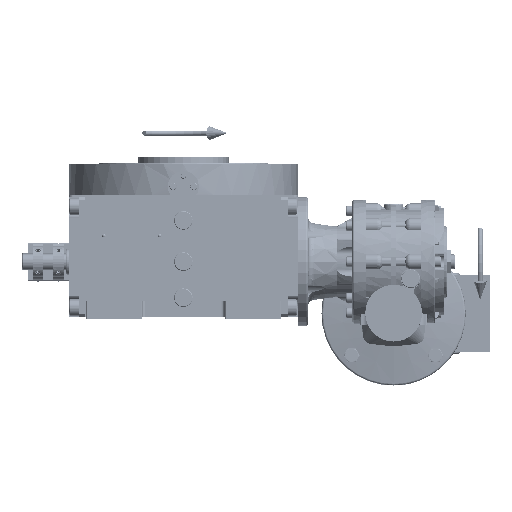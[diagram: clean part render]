
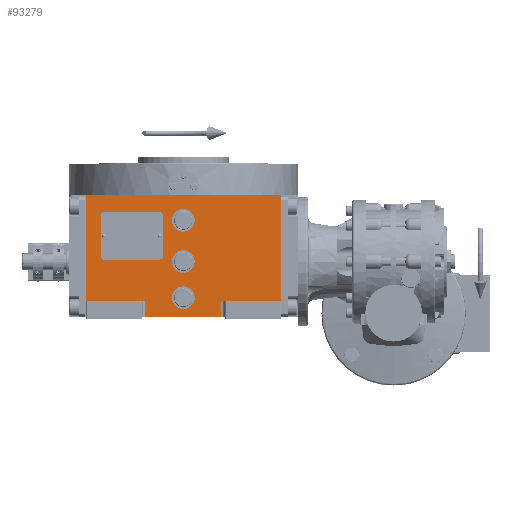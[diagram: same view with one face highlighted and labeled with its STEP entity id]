
A CAD part, top view. The second image highlights one B-rep face of the part: STEP entity #93279.
In plain terms, the highlighted planar face has unit normal (0, 0, 1).
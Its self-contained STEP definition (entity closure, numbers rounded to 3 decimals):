
#500 = EDGE_CURVE ( 'NONE', #106116, #131252, #72656, .T. ) ;
#2929 = EDGE_CURVE ( 'NONE', #25867, #71443, #64257, .T. ) ;
#3490 = CARTESIAN_POINT ( 'NONE',  ( -94.5, -38.5, 163.5 ) ) ;
#4391 = DIRECTION ( 'NONE',  ( 0., 0., 1. ) ) ;
#7074 = CARTESIAN_POINT ( 'NONE',  ( 11., 40., 163.5 ) ) ;
#8647 = DIRECTION ( 'NONE',  ( -1., 0., 0. ) ) ;
#8681 = ORIENTED_EDGE ( 'NONE', *, *, #96898, .F. ) ;
#9991 = EDGE_LOOP ( 'NONE', ( #85782, #132899 ) ) ;
#10952 = CARTESIAN_POINT ( 'NONE',  ( -37., -38.5, 163.5 ) ) ;
#11564 = DIRECTION ( 'NONE',  ( 0., 1., 0. ) ) ;
#11593 = DIRECTION ( 'NONE',  ( 1., 0., 0. ) ) ;
#12379 = PLANE ( 'NONE',  #118425 ) ;
#12993 = EDGE_CURVE ( 'NONE', #35235, #16738, #72456, .T. ) ;
#13032 = DIRECTION ( 'NONE',  ( 0., 0., 1. ) ) ;
#13803 = CARTESIAN_POINT ( 'NONE',  ( -94.5, -53.5, 163.5 ) ) ;
#14204 = EDGE_CURVE ( 'NONE', #120057, #100735, #54409, .T. ) ;
#16738 = VERTEX_POINT ( 'NONE', #51347 ) ;
#18956 = ORIENTED_EDGE ( 'NONE', *, *, #61009, .T. ) ;
#19908 = CIRCLE ( 'NONE', #56433, 11. ) ;
#22826 = ORIENTED_EDGE ( 'NONE', *, *, #141177, .F. ) ;
#24451 = CARTESIAN_POINT ( 'NONE',  ( 0., 40., 163.5 ) ) ;
#24542 = AXIS2_PLACEMENT_3D ( 'NONE', #60194, #134502, #48800 ) ;
#25867 = VERTEX_POINT ( 'NONE', #98236 ) ;
#26523 = EDGE_CURVE ( 'NONE', #16738, #35235, #19908, .T. ) ;
#27542 = ORIENTED_EDGE ( 'NONE', *, *, #500, .F. ) ;
#27805 = AXIS2_PLACEMENT_3D ( 'NONE', #132474, #78186, #57469 ) ;
#28043 = CARTESIAN_POINT ( 'NONE',  ( 11., -35., 163.5 ) ) ;
#33124 = VECTOR ( 'NONE', #95452, 1000. ) ;
#34115 = CARTESIAN_POINT ( 'NONE',  ( 0., -35., 163.5 ) ) ;
#34806 = VECTOR ( 'NONE', #117915, 1000. ) ;
#35083 = VECTOR ( 'NONE', #140650, 1000. ) ;
#35235 = VERTEX_POINT ( 'NONE', #28043 ) ;
#38193 = VECTOR ( 'NONE', #74301, 1000. ) ;
#39176 = EDGE_LOOP ( 'NONE', ( #101082, #44642 ) ) ;
#40170 = CARTESIAN_POINT ( 'NONE',  ( 11., 0., 163.5 ) ) ;
#40648 = EDGE_CURVE ( 'NONE', #120186, #101302, #58469, .T. ) ;
#42621 = EDGE_CURVE ( 'NONE', #100735, #120057, #68448, .T. ) ;
#43130 = CIRCLE ( 'NONE', #100227, 11. ) ;
#43445 = CARTESIAN_POINT ( 'NONE',  ( -37., -53.5, 163.5 ) ) ;
#43792 = EDGE_CURVE ( 'NONE', #90957, #98920, #43130, .T. ) ;
#44642 = ORIENTED_EDGE ( 'NONE', *, *, #14204, .F. ) ;
#48800 = DIRECTION ( 'NONE',  ( 1., 0., 0. ) ) ;
#49595 = VERTEX_POINT ( 'NONE', #129384 ) ;
#51347 = CARTESIAN_POINT ( 'NONE',  ( -11., -35., 163.5 ) ) ;
#51526 = LINE ( 'NONE', #62919, #34806 ) ;
#53808 = CARTESIAN_POINT ( 'NONE',  ( 0., 0., 163.5 ) ) ;
#54409 = CIRCLE ( 'NONE', #79578, 11. ) ;
#54570 = CARTESIAN_POINT ( 'NONE',  ( -94.5, 64.5, 163.5 ) ) ;
#55167 = CARTESIAN_POINT ( 'NONE',  ( -94.5, -38.5, 163.5 ) ) ;
#56298 = ORIENTED_EDGE ( 'NONE', *, *, #2929, .F. ) ;
#56433 = AXIS2_PLACEMENT_3D ( 'NONE', #34115, #88430, #131989 ) ;
#57469 = DIRECTION ( 'NONE',  ( -1., 0., 0. ) ) ;
#57617 = EDGE_CURVE ( 'NONE', #87661, #71443, #87810, .T. ) ;
#58469 = LINE ( 'NONE', #100616, #90749 ) ;
#60194 = CARTESIAN_POINT ( 'NONE',  ( 0., -35., 163.5 ) ) ;
#61009 = EDGE_CURVE ( 'NONE', #49595, #131252, #138738, .T. ) ;
#61646 = VECTOR ( 'NONE', #62325, 1000. ) ;
#61966 = DIRECTION ( 'NONE',  ( 1., 0., 0. ) ) ;
#62310 = EDGE_CURVE ( 'NONE', #120186, #106116, #96604, .T. ) ;
#62325 = DIRECTION ( 'NONE',  ( 0., 1., 0. ) ) ;
#62919 = CARTESIAN_POINT ( 'NONE',  ( 37., -38.5, 163.5 ) ) ;
#64257 = LINE ( 'NONE', #107806, #35083 ) ;
#65997 = FACE_OUTER_BOUND ( 'NONE', #124303, .T. ) ;
#66104 = CARTESIAN_POINT ( 'NONE',  ( 94.5, 64.5, 163.5 ) ) ;
#66712 = FACE_BOUND ( 'NONE', #107923, .T. ) ;
#68434 = CARTESIAN_POINT ( 'NONE',  ( -37., -53.5, 163.5 ) ) ;
#68448 = CIRCLE ( 'NONE', #82070, 11. ) ;
#69126 = LINE ( 'NONE', #68434, #77923 ) ;
#69444 = CARTESIAN_POINT ( 'NONE',  ( -11., 0., 163.5 ) ) ;
#71443 = VERTEX_POINT ( 'NONE', #101085 ) ;
#72113 = ORIENTED_EDGE ( 'NONE', *, *, #62310, .F. ) ;
#72128 = EDGE_CURVE ( 'NONE', #25867, #49595, #51526, .T. ) ;
#72456 = CIRCLE ( 'NONE', #24542, 11. ) ;
#72656 = LINE ( 'NONE', #116210, #33124 ) ;
#73402 = CIRCLE ( 'NONE', #27805, 11. ) ;
#74301 = DIRECTION ( 'NONE',  ( 1., 0., 0. ) ) ;
#74305 = ORIENTED_EDGE ( 'NONE', *, *, #57617, .T. ) ;
#77411 = FACE_BOUND ( 'NONE', #39176, .T. ) ;
#77923 = VECTOR ( 'NONE', #121993, 1000. ) ;
#78186 = DIRECTION ( 'NONE',  ( 0., 0., 1. ) ) ;
#78978 = ORIENTED_EDGE ( 'NONE', *, *, #40648, .T. ) ;
#79578 = AXIS2_PLACEMENT_3D ( 'NONE', #94363, #82250, #8647 ) ;
#82070 = AXIS2_PLACEMENT_3D ( 'NONE', #24451, #4391, #122996 ) ;
#82250 = DIRECTION ( 'NONE',  ( 0., 0., 1. ) ) ;
#83574 = CARTESIAN_POINT ( 'NONE',  ( -11., 40., 163.5 ) ) ;
#85782 = ORIENTED_EDGE ( 'NONE', *, *, #12993, .F. ) ;
#87661 = VERTEX_POINT ( 'NONE', #43445 ) ;
#87810 = LINE ( 'NONE', #97094, #38193 ) ;
#88430 = DIRECTION ( 'NONE',  ( 0., 0., 1. ) ) ;
#90749 = VECTOR ( 'NONE', #61966, 1000. ) ;
#90957 = VERTEX_POINT ( 'NONE', #40170 ) ;
#93279 = ADVANCED_FACE ( 'NONE', ( #66712, #134482, #77411, #65997 ), #12379, .T. ) ;
#94363 = CARTESIAN_POINT ( 'NONE',  ( 0., 40., 163.5 ) ) ;
#95452 = DIRECTION ( 'NONE',  ( 1., 0., 0. ) ) ;
#95881 = CARTESIAN_POINT ( 'NONE',  ( 94.5, -38.5, 163.5 ) ) ;
#96604 = LINE ( 'NONE', #55167, #134623 ) ;
#96898 = EDGE_CURVE ( 'NONE', #87661, #101302, #69126, .T. ) ;
#97094 = CARTESIAN_POINT ( 'NONE',  ( -37., -53.5, 163.5 ) ) ;
#98236 = CARTESIAN_POINT ( 'NONE',  ( 37., -38.5, 163.5 ) ) ;
#98920 = VERTEX_POINT ( 'NONE', #69444 ) ;
#100227 = AXIS2_PLACEMENT_3D ( 'NONE', #53808, #13032, #11593 ) ;
#100237 = DIRECTION ( 'NONE',  ( 0., 0., 1. ) ) ;
#100616 = CARTESIAN_POINT ( 'NONE',  ( -94.5, -38.5, 163.5 ) ) ;
#100735 = VERTEX_POINT ( 'NONE', #7074 ) ;
#101082 = ORIENTED_EDGE ( 'NONE', *, *, #42621, .F. ) ;
#101085 = CARTESIAN_POINT ( 'NONE',  ( 37., -53.5, 163.5 ) ) ;
#101302 = VERTEX_POINT ( 'NONE', #10952 ) ;
#106116 = VERTEX_POINT ( 'NONE', #54570 ) ;
#106594 = ORIENTED_EDGE ( 'NONE', *, *, #43792, .F. ) ;
#107806 = CARTESIAN_POINT ( 'NONE',  ( 37., -38.5, 163.5 ) ) ;
#107923 = EDGE_LOOP ( 'NONE', ( #106594, #22826 ) ) ;
#108447 = ORIENTED_EDGE ( 'NONE', *, *, #72128, .T. ) ;
#110257 = DIRECTION ( 'NONE',  ( 1., 0., 0. ) ) ;
#116210 = CARTESIAN_POINT ( 'NONE',  ( -94.5, 64.5, 163.5 ) ) ;
#117915 = DIRECTION ( 'NONE',  ( 1., 0., 0. ) ) ;
#118425 = AXIS2_PLACEMENT_3D ( 'NONE', #13803, #100237, #110257 ) ;
#120057 = VERTEX_POINT ( 'NONE', #83574 ) ;
#120186 = VERTEX_POINT ( 'NONE', #3490 ) ;
#121993 = DIRECTION ( 'NONE',  ( 0., 1., 0. ) ) ;
#122996 = DIRECTION ( 'NONE',  ( 1., 0., 0. ) ) ;
#124303 = EDGE_LOOP ( 'NONE', ( #74305, #56298, #108447, #18956, #27542, #72113, #78978, #8681 ) ) ;
#129384 = CARTESIAN_POINT ( 'NONE',  ( 94.5, -38.5, 163.5 ) ) ;
#131252 = VERTEX_POINT ( 'NONE', #66104 ) ;
#131989 = DIRECTION ( 'NONE',  ( -1., 0., 0. ) ) ;
#132474 = CARTESIAN_POINT ( 'NONE',  ( 0., 0., 163.5 ) ) ;
#132899 = ORIENTED_EDGE ( 'NONE', *, *, #26523, .F. ) ;
#134482 = FACE_BOUND ( 'NONE', #9991, .T. ) ;
#134502 = DIRECTION ( 'NONE',  ( 0., 0., 1. ) ) ;
#134623 = VECTOR ( 'NONE', #11564, 1000. ) ;
#138738 = LINE ( 'NONE', #95881, #61646 ) ;
#140650 = DIRECTION ( 'NONE',  ( 0., -1., 0. ) ) ;
#141177 = EDGE_CURVE ( 'NONE', #98920, #90957, #73402, .T. ) ;
